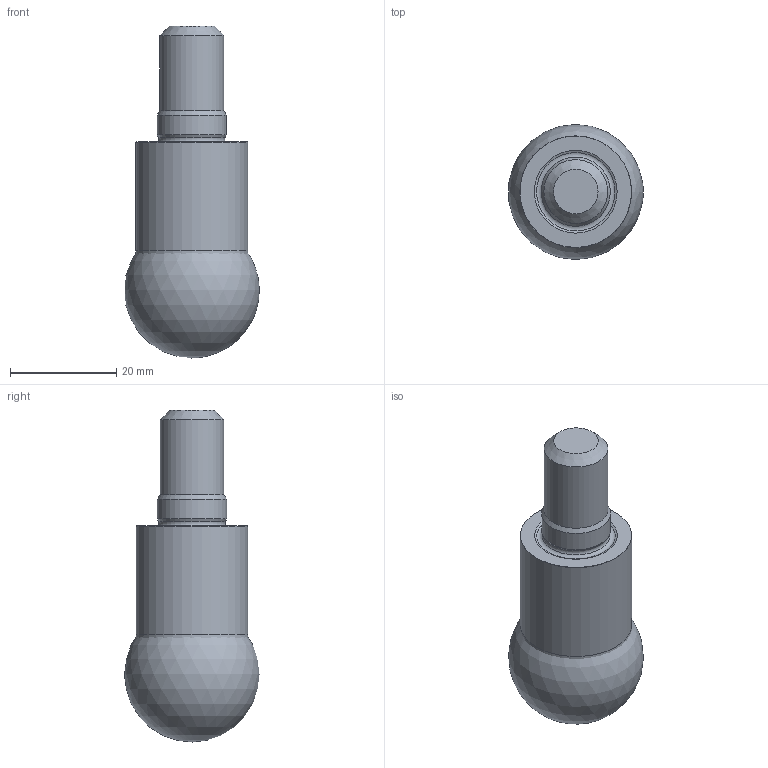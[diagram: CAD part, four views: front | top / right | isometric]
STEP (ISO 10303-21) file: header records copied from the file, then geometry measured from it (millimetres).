
FILE_DESCRIPTION(/* description */ (''),/* implementation_level */ '2;1');
FILE_NAME(/* name */ '00087583.stp',/* time_stamp */ '2012-06-01T16:40:18+05:00',/* author */ (''),/* organization */ (''),/* preprocessor_version */ 'ST-DEVELOPER v11',/* originating_system */ 'SIEMENS PLM Software NX 7.5',/* authorisation */ '');
FILE_SCHEMA (('AUTOMOTIVE_DESIGN { 1 0 10303 214 1 1 1 1 }'));
Length unit declared in the file: millimetre
Products named in the file (1): INPUDBDBxoc4
Bounding box: 25.31 x 25.4 x 62.39 mm (x, y, z)
Volume: 24402 mm3; surface area: 6200.1 mm2
Topology: 3 solids, 3 shells, 19 faces, 34 edges, 20 vertices
Faces by surface type: cone 5, plane 5, torus 4, cylinder 3, sphere 2
Full cylindrical faces by diameter (mm): 12 x1, 13 x1, 21 x1
Entity records: 391 total; most frequent: DIRECTION 72, CARTESIAN_POINT 52, AXIS2_PLACEMENT_3D 36, EDGE_LOOP 32, ORIENTED_EDGE 32, FACE_BOUND 26, ADVANCED_FACE 19, VERTEX_POINT 16
